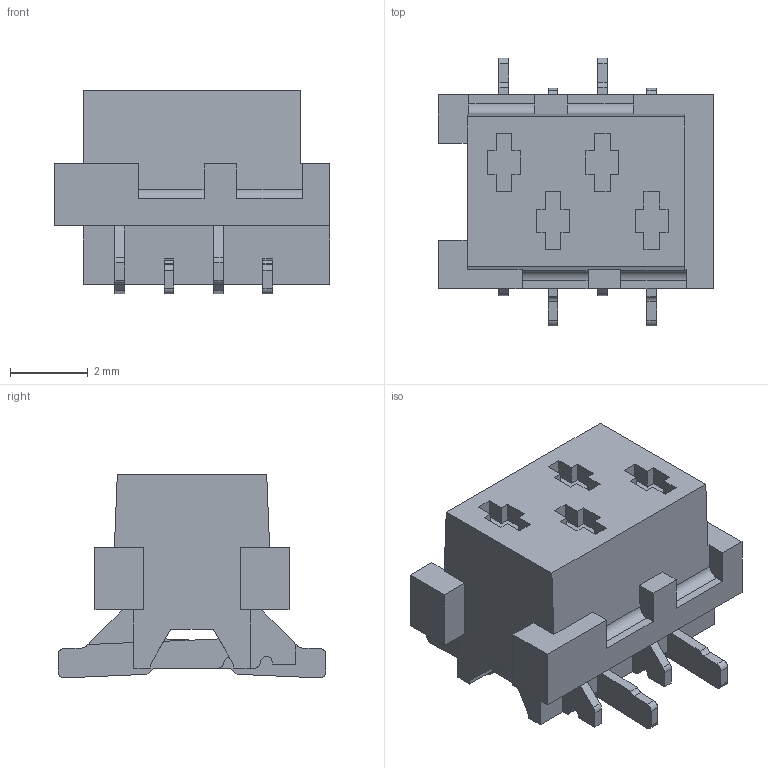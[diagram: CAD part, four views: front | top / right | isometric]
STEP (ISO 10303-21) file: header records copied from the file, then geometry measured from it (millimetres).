
FILE_DESCRIPTION((''),'2;1');
FILE_NAME('C-7-188275-4','2012-08-29T',('workeradm'),('Tyco Electronics Ltd.'),'PRO/ENGINEER BY PARAMETRIC TECHNOLOGY CORPORATION, 2010430','PRO/ENGINEER BY PARAMETRIC TECHNOLOGY CORPORATION, 2010430','');
FILE_SCHEMA(('AUTOMOTIVE_DESIGN { 1 0 10303 214 1 1 1 1 }'));
Length unit declared in the file: millimetre
Products named in the file (1): C-7-188275-4
Bounding box: 7.1 x 6.9 x 5.25 mm (x, y, z)
Volume: 113.1 mm3; surface area: 228.8 mm2
Topology: 1 solids, 1 shells, 208 faces, 618 edges, 412 vertices
Faces by surface type: plane 168, cylinder 40
Entity records: 7171 total; most frequent: CARTESIAN_POINT 1240, ORIENTED_EDGE 1236, DIRECTION 1114, EDGE_CURVE 618, VECTOR 538, LINE 538, VERTEX_POINT 412, AXIS2_PLACEMENT_3D 288
